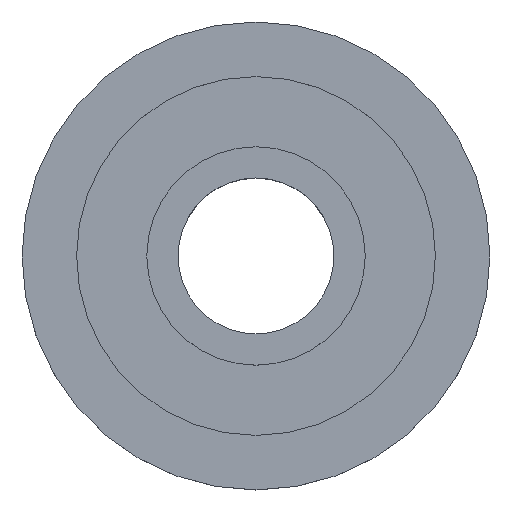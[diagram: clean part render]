
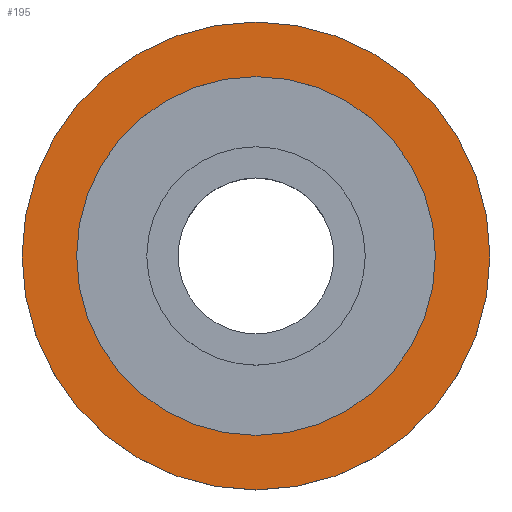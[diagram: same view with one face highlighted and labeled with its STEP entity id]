
A CAD part, top view. The second image highlights one B-rep face of the part: STEP entity #195.
In plain terms, the highlighted planar face has unit normal (0, 0, 1).
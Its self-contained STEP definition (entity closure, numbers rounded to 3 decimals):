
#17=FACE_BOUND('',#53,.T.);
#24=PLANE('',#232);
#35=FACE_OUTER_BOUND('',#52,.T.);
#52=EDGE_LOOP('',(#148));
#53=EDGE_LOOP('',(#149));
#84=CIRCLE('',#229,5.75);
#86=CIRCLE('',#233,7.5);
#98=VERTEX_POINT('',#333);
#100=VERTEX_POINT('',#340);
#115=EDGE_CURVE('',#98,#98,#84,.T.);
#118=EDGE_CURVE('',#100,#100,#86,.T.);
#148=ORIENTED_EDGE('',*,*,#118,.T.);
#149=ORIENTED_EDGE('',*,*,#115,.T.);
#195=ADVANCED_FACE('',(#35,#17),#24,.T.);
#229=AXIS2_PLACEMENT_3D('',#334,#275,#276);
#232=AXIS2_PLACEMENT_3D('',#339,#282,#283);
#233=AXIS2_PLACEMENT_3D('',#341,#284,#285);
#275=DIRECTION('center_axis',(0.,0.,-1.));
#276=DIRECTION('ref_axis',(-1.,0.,0.));
#282=DIRECTION('center_axis',(0.,0.,1.));
#283=DIRECTION('ref_axis',(-1.,0.,0.));
#284=DIRECTION('center_axis',(0.,0.,1.));
#285=DIRECTION('ref_axis',(-1.,0.,0.));
#333=CARTESIAN_POINT('',(5.75,0.,4.));
#334=CARTESIAN_POINT('Origin',(0.,0.,4.));
#339=CARTESIAN_POINT('Origin',(0.,0.,4.));
#340=CARTESIAN_POINT('',(7.5,0.,4.));
#341=CARTESIAN_POINT('Origin',(0.,0.,4.));
